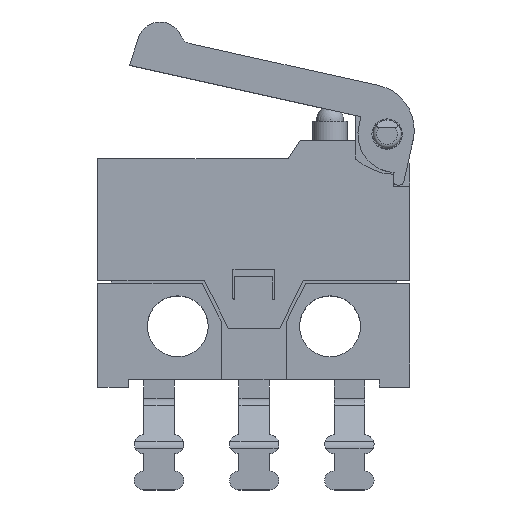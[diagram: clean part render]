
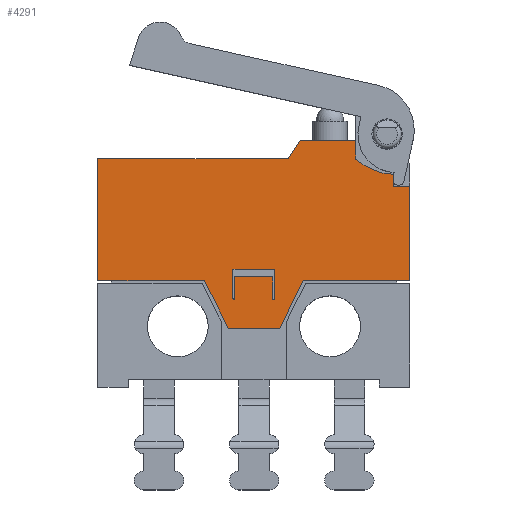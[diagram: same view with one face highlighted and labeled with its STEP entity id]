
A CAD part, top view. The second image highlights one B-rep face of the part: STEP entity #4291.
In plain terms, the highlighted planar face has unit normal (0, 0, 1).
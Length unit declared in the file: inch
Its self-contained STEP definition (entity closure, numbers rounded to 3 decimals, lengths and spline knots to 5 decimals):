
#79=CIRCLE('',#4509,0.00197);
#107=CIRCLE('',#4592,0.00197);
#108=CIRCLE('',#4593,0.06181);
#632=ORIENTED_EDGE('',*,*,#1490,.F.);
#633=ORIENTED_EDGE('',*,*,#1801,.F.);
#634=ORIENTED_EDGE('',*,*,#1786,.F.);
#635=ORIENTED_EDGE('',*,*,#1802,.T.);
#636=ORIENTED_EDGE('',*,*,#1803,.F.);
#637=ORIENTED_EDGE('',*,*,#1577,.F.);
#638=ORIENTED_EDGE('',*,*,#1804,.F.);
#639=ORIENTED_EDGE('',*,*,#1594,.T.);
#640=ORIENTED_EDGE('',*,*,#1720,.F.);
#641=ORIENTED_EDGE('',*,*,#1805,.F.);
#642=ORIENTED_EDGE('',*,*,#1806,.T.);
#643=ORIENTED_EDGE('',*,*,#1807,.F.);
#644=ORIENTED_EDGE('',*,*,#1494,.T.);
#645=ORIENTED_EDGE('',*,*,#1753,.F.);
#646=ORIENTED_EDGE('',*,*,#1808,.F.);
#647=ORIENTED_EDGE('',*,*,#1809,.F.);
#648=ORIENTED_EDGE('',*,*,#1810,.F.);
#649=ORIENTED_EDGE('',*,*,#1811,.T.);
#650=ORIENTED_EDGE('',*,*,#1812,.F.);
#651=ORIENTED_EDGE('',*,*,#1702,.F.);
#652=ORIENTED_EDGE('',*,*,#1572,.T.);
#653=ORIENTED_EDGE('',*,*,#1638,.F.);
#1490=EDGE_CURVE('',#2112,#2114,#2535,.T.);
#1494=EDGE_CURVE('',#2118,#2116,#2539,.T.);
#1572=EDGE_CURVE('',#2190,#2188,#2600,.T.);
#1577=EDGE_CURVE('',#2194,#2195,#2605,.T.);
#1594=EDGE_CURVE('',#2209,#2114,#79,.T.);
#1638=EDGE_CURVE('',#2246,#2188,#2654,.T.);
#1702=EDGE_CURVE('',#2190,#2295,#2710,.T.);
#1720=EDGE_CURVE('',#2309,#2246,#2726,.T.);
#1753=EDGE_CURVE('',#2334,#2116,#2745,.T.);
#1786=EDGE_CURVE('',#2357,#2359,#2772,.T.);
#1801=EDGE_CURVE('',#2359,#2112,#2786,.T.);
#1802=EDGE_CURVE('',#2357,#2366,#107,.T.);
#1803=EDGE_CURVE('',#2195,#2366,#2787,.T.);
#1804=EDGE_CURVE('',#2209,#2194,#2788,.T.);
#1805=EDGE_CURVE('',#2367,#2309,#2789,.T.);
#1806=EDGE_CURVE('',#2367,#2368,#2790,.T.);
#1807=EDGE_CURVE('',#2118,#2368,#2791,.T.);
#1808=EDGE_CURVE('',#2369,#2334,#2792,.T.);
#1809=EDGE_CURVE('',#2370,#2369,#2793,.T.);
#1810=EDGE_CURVE('',#2371,#2370,#2794,.T.);
#1811=EDGE_CURVE('',#2371,#2372,#108,.T.);
#1812=EDGE_CURVE('',#2295,#2372,#2795,.T.);
#2112=VERTEX_POINT('',#6056);
#2114=VERTEX_POINT('',#6059);
#2116=VERTEX_POINT('',#6065);
#2118=VERTEX_POINT('',#6068);
#2188=VERTEX_POINT('',#6233);
#2190=VERTEX_POINT('',#6236);
#2194=VERTEX_POINT('',#6245);
#2195=VERTEX_POINT('',#6247);
#2209=VERTEX_POINT('',#6283);
#2246=VERTEX_POINT('',#6393);
#2295=VERTEX_POINT('',#6522);
#2309=VERTEX_POINT('',#6576);
#2334=VERTEX_POINT('',#6678);
#2357=VERTEX_POINT('',#6742);
#2359=VERTEX_POINT('',#6745);
#2366=VERTEX_POINT('',#6771);
#2367=VERTEX_POINT('',#6775);
#2368=VERTEX_POINT('',#6777);
#2369=VERTEX_POINT('',#6780);
#2370=VERTEX_POINT('',#6782);
#2371=VERTEX_POINT('',#6784);
#2372=VERTEX_POINT('',#6786);
#2535=LINE('',#6058,#3025);
#2539=LINE('',#6067,#3029);
#2600=LINE('',#6235,#3090);
#2605=LINE('',#6246,#3095);
#2654=LINE('',#6395,#3144);
#2710=LINE('',#6521,#3200);
#2726=LINE('',#6577,#3216);
#2745=LINE('',#6679,#3235);
#2772=LINE('',#6744,#3262);
#2786=LINE('',#6769,#3276);
#2787=LINE('',#6772,#3277);
#2788=LINE('',#6773,#3278);
#2789=LINE('',#6774,#3279);
#2790=LINE('',#6776,#3280);
#2791=LINE('',#6778,#3281);
#2792=LINE('',#6779,#3282);
#2793=LINE('',#6781,#3283);
#2794=LINE('',#6783,#3284);
#2795=LINE('',#6787,#3285);
#3025=VECTOR('',#4846,39.37008);
#3029=VECTOR('',#4852,39.37008);
#3090=VECTOR('',#4983,39.37008);
#3095=VECTOR('',#4990,39.37008);
#3144=VECTOR('',#5093,39.37008);
#3200=VECTOR('',#5195,39.37008);
#3216=VECTOR('',#5221,39.37008);
#3235=VECTOR('',#5280,39.37008);
#3262=VECTOR('',#5335,39.37008);
#3276=VECTOR('',#5357,39.37008);
#3277=VECTOR('',#5360,39.37008);
#3278=VECTOR('',#5361,39.37008);
#3279=VECTOR('',#5362,39.37008);
#3280=VECTOR('',#5363,39.37008);
#3281=VECTOR('',#5364,39.37008);
#3282=VECTOR('',#5365,39.37008);
#3283=VECTOR('',#5366,39.37008);
#3284=VECTOR('',#5367,39.37008);
#3285=VECTOR('',#5370,39.37008);
#3581=EDGE_LOOP('',(#632,#633,#634,#635,#636,#637,#638,#639));
#3582=EDGE_LOOP('',(#640,#641,#642,#643,#644,#645,#646,#647,#648,#649,#650,
#651,#652,#653));
#3852=FACE_BOUND('',#3581,.T.);
#3853=FACE_BOUND('',#3582,.T.);
#4096=PLANE('',#4591);
#4291=ADVANCED_FACE('',(#3852,#3853),#4096,.F.);
#4509=AXIS2_PLACEMENT_3D('',#6282,#5022,#5023);
#4591=AXIS2_PLACEMENT_3D('',#6768,#5355,#5356);
#4592=AXIS2_PLACEMENT_3D('',#6770,#5358,#5359);
#4593=AXIS2_PLACEMENT_3D('',#6785,#5368,#5369);
#4846=DIRECTION('',(0.,-1.,0.));
#4852=DIRECTION('',(0.447,0.894,0.));
#4983=DIRECTION('',(-0.554,-0.833,0.));
#4990=DIRECTION('',(1.,0.,0.));
#5022=DIRECTION('',(0.,0.,-1.));
#5023=DIRECTION('',(-1.,0.,0.));
#5093=DIRECTION('',(1.,0.,0.));
#5195=DIRECTION('',(1.,0.,0.));
#5221=DIRECTION('',(0.,1.,0.));
#5280=DIRECTION('',(-1.,0.,0.));
#5335=DIRECTION('',(0.,1.,0.));
#5355=DIRECTION('',(0.,0.,-1.));
#5356=DIRECTION('',(0.,-1.,0.));
#5357=DIRECTION('',(-1.,0.,0.));
#5358=DIRECTION('',(0.,0.,-1.));
#5359=DIRECTION('',(-1.,0.,0.));
#5360=DIRECTION('',(0.,-1.,0.));
#5361=DIRECTION('',(0.,1.,0.));
#5362=DIRECTION('',(-1.,0.,0.));
#5363=DIRECTION('',(0.447,-0.894,0.));
#5364=DIRECTION('',(-1.,0.,0.));
#5365=DIRECTION('',(0.,-1.,0.));
#5366=DIRECTION('',(1.,0.,0.));
#5367=DIRECTION('',(0.,-1.,0.));
#5368=DIRECTION('',(0.,0.,-1.));
#5369=DIRECTION('',(-1.,0.,0.));
#5370=DIRECTION('',(0.,-1.,0.));
#6056=CARTESIAN_POINT('',(-0.02165,0.01453,0.05315));
#6058=CARTESIAN_POINT('',(-0.02165,-0.01697,0.05315));
#6059=CARTESIAN_POINT('',(-0.02165,-0.015,0.05315));
#6065=CARTESIAN_POINT('',(0.05118,0.00272,0.05315));
#6067=CARTESIAN_POINT('',(-0.05666,-0.21297,0.05315));
#6068=CARTESIAN_POINT('',(0.02657,-0.04649,0.05315));
#6233=CARTESIAN_POINT('',(0.03543,0.1287,0.05315));
#6235=CARTESIAN_POINT('',(-0.15343,-0.15548,0.05315));
#6236=CARTESIAN_POINT('',(0.04783,0.14736,0.05315));
#6245=CARTESIAN_POINT('',(-0.01969,0.00666,0.05315));
#6246=CARTESIAN_POINT('',(0.,0.00666,0.05315));
#6247=CARTESIAN_POINT('',(0.01969,0.00666,0.05315));
#6282=CARTESIAN_POINT('',(-0.01969,-0.015,0.05315));
#6283=CARTESIAN_POINT('',(-0.01969,-0.01697,0.05315));
#6393=CARTESIAN_POINT('',(-0.16142,0.1287,0.05315));
#6395=CARTESIAN_POINT('',(-0.16142,0.1287,0.05315));
#6521=CARTESIAN_POINT('',(0.04783,0.14736,0.05315));
#6522=CARTESIAN_POINT('',(0.10543,0.14736,0.05315));
#6576=CARTESIAN_POINT('',(-0.16142,0.00272,0.05315));
#6577=CARTESIAN_POINT('',(-0.16142,-0.05378,0.05315));
#6678=CARTESIAN_POINT('',(0.16142,0.00272,0.05315));
#6679=CARTESIAN_POINT('',(-0.16142,0.00272,0.05315));
#6742=CARTESIAN_POINT('',(0.02165,-0.015,0.05315));
#6744=CARTESIAN_POINT('',(0.02165,0.01453,0.05315));
#6745=CARTESIAN_POINT('',(0.02165,0.01453,0.05315));
#6768=CARTESIAN_POINT('',(-0.09813,-0.19223,0.05315));
#6769=CARTESIAN_POINT('',(-0.02165,0.01453,0.05315));
#6770=CARTESIAN_POINT('',(0.01969,-0.015,0.05315));
#6771=CARTESIAN_POINT('',(0.01969,-0.01697,0.05315));
#6772=CARTESIAN_POINT('',(0.01969,-0.00516,0.05315));
#6773=CARTESIAN_POINT('',(-0.01969,-0.00516,0.05315));
#6774=CARTESIAN_POINT('',(-0.16142,0.00272,0.05315));
#6775=CARTESIAN_POINT('',(-0.05118,0.00272,0.05315));
#6776=CARTESIAN_POINT('',(0.01741,-0.13446,0.05315));
#6777=CARTESIAN_POINT('',(-0.02657,-0.04649,0.05315));
#6778=CARTESIAN_POINT('',(0.02657,-0.04649,0.05315));
#6779=CARTESIAN_POINT('',(0.16142,0.11262,0.05315));
#6780=CARTESIAN_POINT('',(0.16142,0.10036,0.05315));
#6781=CARTESIAN_POINT('',(0.14409,0.10036,0.05315));
#6782=CARTESIAN_POINT('',(0.14409,0.10036,0.05315));
#6783=CARTESIAN_POINT('',(0.14409,0.11262,0.05315));
#6784=CARTESIAN_POINT('',(0.14409,0.11262,0.05315));
#6785=CARTESIAN_POINT('',(0.14685,0.17437,0.05315));
#6786=CARTESIAN_POINT('',(0.10543,0.12849,0.05315));
#6787=CARTESIAN_POINT('',(0.10543,0.14736,0.05315));
